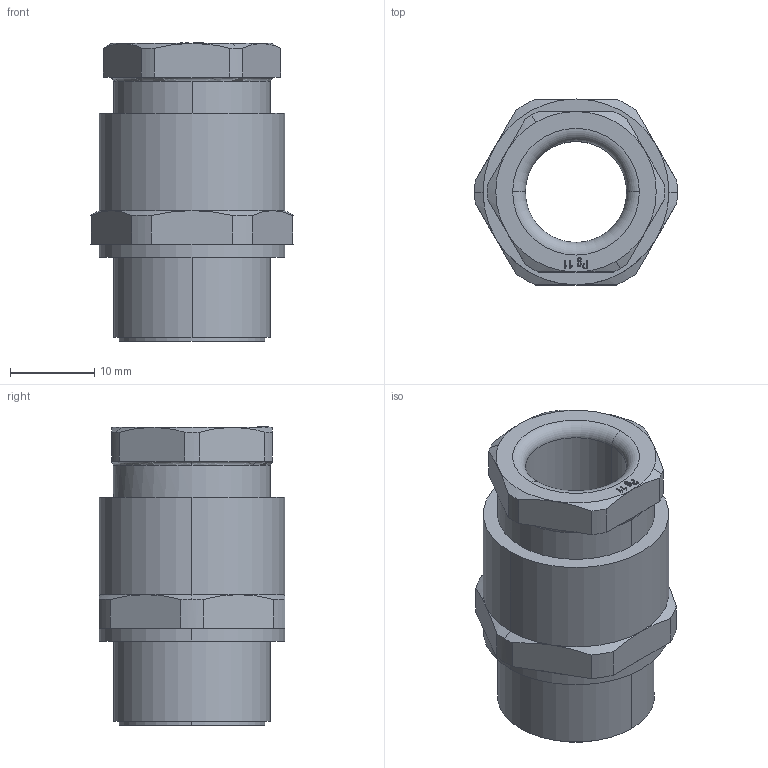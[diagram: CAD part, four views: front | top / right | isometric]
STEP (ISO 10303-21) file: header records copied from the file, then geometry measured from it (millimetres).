
FILE_DESCRIPTION(('Creo Elements/Direct Modeling STEP Export'),'2;1');
FILE_NAME('0lndrr05h75cjab4508','2022-02-14T10:50:26',(''),(''),'Creo Elements/Direct Modeling STEP processor for AP214 (Solid Model)','Creo Elements/Direct Modeling 20.1B 02-Apr-2019 (C) Parametric Technology GmbH','');
FILE_SCHEMA(('AUTOMOTIVE_DESIGN { 1 0 10303 214 1 1 1 1 }'));
Length unit declared in the file: millimetre
Products named in the file (1): ARP_11
Bounding box: 24 x 22 x 35.4 mm (x, y, z)
Volume: 6902.9 mm3; surface area: 4553.7 mm2
Topology: 1 solids, 1 shells, 199 faces, 536 edges, 350 vertices
Faces by surface type: plane 147, cylinder 30, cone 16, torus 6
Entity records: 6789 total; most frequent: CARTESIAN_POINT 2099, ORIENTED_EDGE 1072, DIRECTION 818, EDGE_CURVE 536, VECTOR 388, LINE 388, VERTEX_POINT 350, AXIS2_PLACEMENT_3D 215
